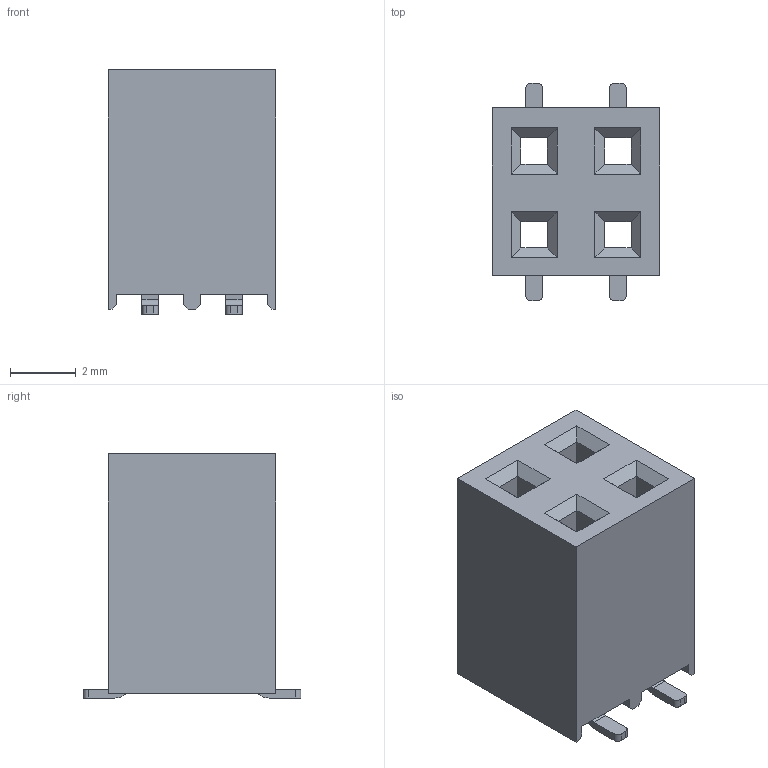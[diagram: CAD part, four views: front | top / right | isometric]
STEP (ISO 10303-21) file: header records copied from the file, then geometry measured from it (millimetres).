
FILE_DESCRIPTION(/* description */ (''),/* implementation_level */ '2;1');
FILE_NAME(/* name */ '963204-2000-XX-XX',/* time_stamp */ '2007-06-18T12:55:09+02:00',/* author */ (''),/* organization */ (''),/* preprocessor_version */ 'ST-DEVELOPER v9',/* originating_system */ 'UGS - NX 4.0',/* authorisation */ '');
FILE_SCHEMA (('AUTOMOTIVE_DESIGN { 1 0 10303 214 1 1 1 1 }'));
Length unit declared in the file: millimetre
Products named in the file (1): 963204-2000-XX-XX
Bounding box: 5.08 x 6.6 x 7.4 mm (x, y, z)
Volume: 141.4 mm3; surface area: 328.7 mm2
Topology: 1 solids, 1 shells, 110 faces, 296 edges, 192 vertices
Faces by surface type: plane 94, cylinder 16
Entity records: 3424 total; most frequent: CARTESIAN_POINT 599, ORIENTED_EDGE 592, DIRECTION 550, EDGE_CURVE 296, LINE 264, VECTOR 264, VERTEX_POINT 192, AXIS2_PLACEMENT_3D 143
